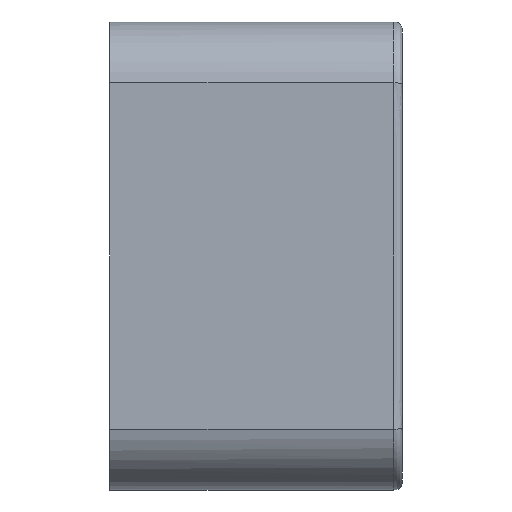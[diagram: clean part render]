
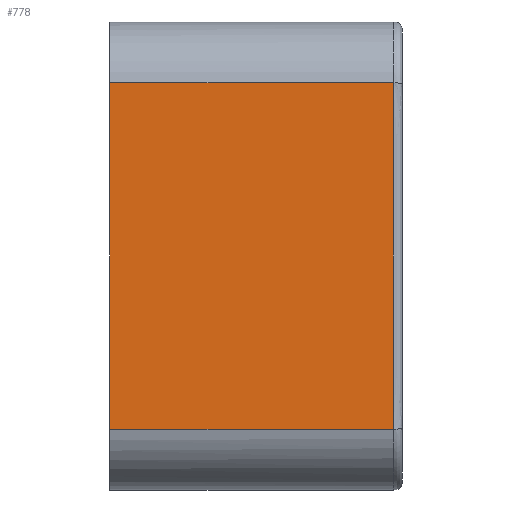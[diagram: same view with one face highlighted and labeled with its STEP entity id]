
A CAD part, left-side view. The second image highlights one B-rep face of the part: STEP entity #778.
In plain terms, the highlighted planar face has unit normal (-1, 0, 0).
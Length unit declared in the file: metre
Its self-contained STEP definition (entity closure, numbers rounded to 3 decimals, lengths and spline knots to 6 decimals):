
#78=B_SPLINE_CURVE_WITH_KNOTS('',3,(#1168,#1169,#1170,#1171),
 .UNSPECIFIED.,.F.,.F.,(4,4),(0.,1.),.UNSPECIFIED.);
#204=ORIENTED_EDGE('',*,*,#429,.F.);
#205=ORIENTED_EDGE('',*,*,#430,.T.);
#206=ORIENTED_EDGE('',*,*,#426,.T.);
#207=ORIENTED_EDGE('',*,*,#431,.F.);
#426=EDGE_CURVE('',#532,#533,#593,.T.);
#429=EDGE_CURVE('',#534,#535,#594,.T.);
#430=EDGE_CURVE('',#534,#532,#78,.T.);
#431=EDGE_CURVE('',#535,#533,#595,.T.);
#532=VERTEX_POINT('',#1156);
#533=VERTEX_POINT('',#1157);
#534=VERTEX_POINT('',#1166);
#535=VERTEX_POINT('',#1167);
#593=LINE('',#1155,#629);
#594=LINE('',#1165,#630);
#595=LINE('',#1172,#631);
#629=VECTOR('',#948,1.);
#630=VECTOR('',#953,1.);
#631=VECTOR('',#954,1.);
#654=EDGE_LOOP('',(#204,#205,#206,#207));
#708=FACE_BOUND('',#654,.T.);
#753=PLANE('',#852);
#778=ADVANCED_FACE('',(#708),#753,.T.);
#852=AXIS2_PLACEMENT_3D('',#1164,#951,#952);
#948=DIRECTION('',(0.,1.,0.));
#951=DIRECTION('',(-1.,0.,0.));
#952=DIRECTION('',(0.,0.,1.));
#953=DIRECTION('',(0.,1.,0.));
#954=DIRECTION('',(0.,0.,1.));
#1155=CARTESIAN_POINT('',(-0.04445,-0.0508,0.030058));
#1156=CARTESIAN_POINT('',(-0.04445,-0.049276,0.030058));
#1157=CARTESIAN_POINT('',(-0.04445,0.,0.030058));
#1164=CARTESIAN_POINT('',(-0.04445,-0.0508,0.));
#1165=CARTESIAN_POINT('',(-0.04445,-0.0508,-0.030058));
#1166=CARTESIAN_POINT('',(-0.04445,-0.049276,-0.030058));
#1167=CARTESIAN_POINT('',(-0.04445,0.,-0.030058));
#1168=CARTESIAN_POINT('',(-0.04445,-0.049276,-0.030058));
#1169=CARTESIAN_POINT('',(-0.04445,-0.049276,-0.010019));
#1170=CARTESIAN_POINT('',(-0.04445,-0.049276,0.010019));
#1171=CARTESIAN_POINT('',(-0.04445,-0.049276,0.030058));
#1172=CARTESIAN_POINT('',(-0.04445,0.,0.));
